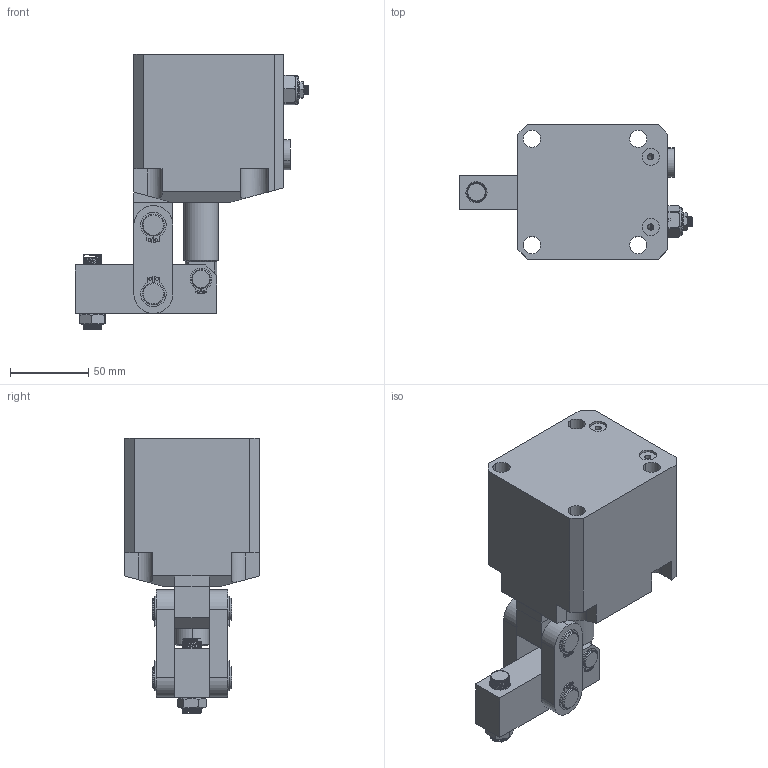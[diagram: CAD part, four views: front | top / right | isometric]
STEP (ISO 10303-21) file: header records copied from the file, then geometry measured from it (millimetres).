
FILE_DESCRIPTION (( 'STEP AP214' ), '1' );
FILE_NAME ('CBLU-55C.STEP', '2019-05-07T03:59:52', ( '' ), ( '' ), 'SwSTEP 2.0', 'SolidWorks 2016', '' );
FILE_SCHEMA (( 'AUTOMOTIVE_DESIGN' ));
Length unit declared in the file: millimetre
Products named in the file (13): 囀鞠褒黑芛郔陔1-4_1; luomu; luogan; kahuang01; kahuang; yabi; liangan; huosaigan_2_1; duanxiao; changxiao; CBLU-55C掛极_1_1; CBLU-55C; CZL20覃厒概_1_1_1
Assembly tree (18 placements, depth 2):
  CBLU-55C
    CBLU-55C掛极_1_1
    changxiao  x2
    duanxiao
    huosaigan_2_1
    liangan  x2
    yabi
    kahuang  x4
    kahuang01  x2
    luogan
    luomu
    囀鞠褒黑芛郔陔1-4_1
    CZL20覃厒概_1_1_1
Bounding box: 149.4 x 86 x 176.61 mm (x, y, z)
Volume: 692686.6 mm3; surface area: 133883.9 mm2
Topology: 18 solids, 173 shells, 854 faces, 2444 edges, 1780 vertices
Faces by surface type: cylinder 485, plane 194, bspline 111, cone 64
Entity records: 75073 total; most frequent: CARTESIAN_POINT 51875, ORIENTED_EDGE 3678, DIRECTION 2599, EDGE_CURVE 2140, VERTEX_POINT 1588, AXIS2_PLACEMENT_3D 961, B_SPLINE_CURVE_WITH_KNOTS 842, EDGE_LOOP 798
